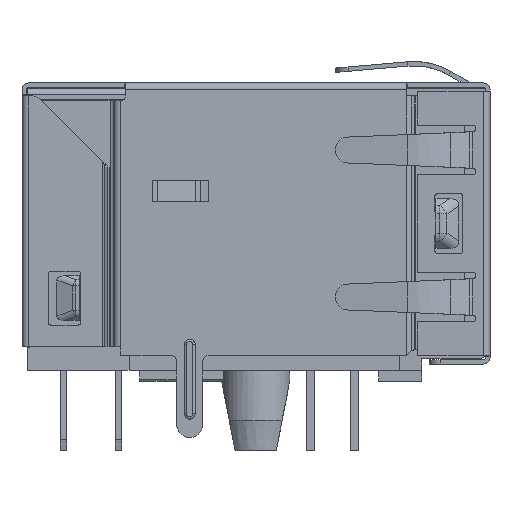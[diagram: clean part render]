
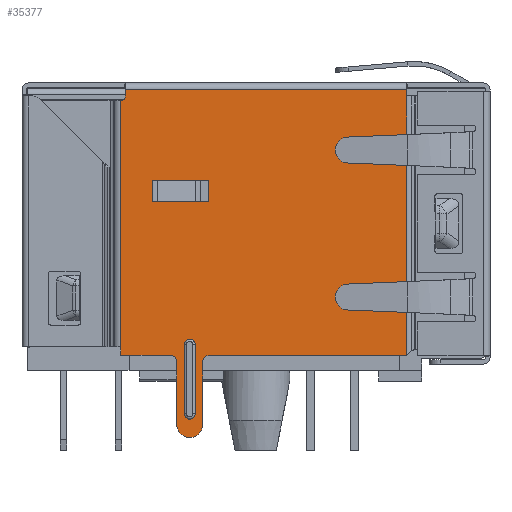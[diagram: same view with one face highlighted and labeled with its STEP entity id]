
A CAD part, left-side view. The second image highlights one B-rep face of the part: STEP entity #35377.
In plain terms, the highlighted planar face has unit normal (-1, 0, 0).
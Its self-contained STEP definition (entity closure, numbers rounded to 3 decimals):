
#41=FACE_BOUND('',#3951,.T.);
#42=FACE_BOUND('',#3952,.T.);
#293=PLANE('',#37574);
#2061=FACE_OUTER_BOUND('',#3950,.T.);
#3950=EDGE_LOOP('',(#25086,#25087,#25088,#25089,#25090,#25091,#25092,#25093,
#25094,#25095,#25096,#25097,#25098,#25099,#25100));
#3951=EDGE_LOOP('',(#25101,#25102,#25103,#25104));
#3952=EDGE_LOOP('',(#25105,#25106,#25107,#25108));
#5784=LINE('',#50097,#10132);
#6065=LINE('',#51292,#10413);
#6066=LINE('',#51296,#10414);
#6067=LINE('',#51304,#10415);
#6068=LINE('',#51306,#10416);
#6133=LINE('',#51617,#10481);
#6186=LINE('',#51752,#10534);
#6187=LINE('',#51754,#10535);
#6188=LINE('',#51757,#10536);
#6189=LINE('',#51759,#10537);
#6190=LINE('',#51762,#10538);
#6191=LINE('',#51764,#10539);
#6192=LINE('',#51766,#10540);
#6193=LINE('',#51768,#10541);
#6194=LINE('',#51771,#10542);
#6195=LINE('',#51773,#10543);
#6196=LINE('',#51774,#10544);
#10132=VECTOR('',#40384,1000.);
#10413=VECTOR('',#41071,1000.);
#10414=VECTOR('',#41076,1000.);
#10415=VECTOR('',#41087,1000.);
#10416=VECTOR('',#41090,1000.);
#10481=VECTOR('',#41279,1000.);
#10534=VECTOR('',#41410,1000.);
#10535=VECTOR('',#41411,1000.);
#10536=VECTOR('',#41414,1000.);
#10537=VECTOR('',#41415,1000.);
#10538=VECTOR('',#41418,1000.);
#10539=VECTOR('',#41419,1000.);
#10540=VECTOR('',#41420,1000.);
#10541=VECTOR('',#41421,1000.);
#10542=VECTOR('',#41424,1000.);
#10543=VECTOR('',#41425,1000.);
#10544=VECTOR('',#41426,1000.);
#14322=CIRCLE('',#36994,0.6);
#14325=CIRCLE('',#36998,0.25);
#14545=CIRCLE('',#37470,0.25);
#14580=CIRCLE('',#37575,0.3);
#14581=CIRCLE('',#37576,0.3);
#14582=CIRCLE('',#37577,0.15);
#15069=VERTEX_POINT('',#49279);
#15070=VERTEX_POINT('',#49281);
#15073=VERTEX_POINT('',#49288);
#15074=VERTEX_POINT('',#49290);
#15341=VERTEX_POINT('',#50094);
#15342=VERTEX_POINT('',#50096);
#15366=VERTEX_POINT('',#50172);
#15585=VERTEX_POINT('',#51290);
#15586=VERTEX_POINT('',#51294);
#15587=VERTEX_POINT('',#51298);
#15588=VERTEX_POINT('',#51300);
#15639=VERTEX_POINT('',#51610);
#15642=VERTEX_POINT('',#51615);
#15685=VERTEX_POINT('',#51751);
#15686=VERTEX_POINT('',#51753);
#15687=VERTEX_POINT('',#51755);
#15688=VERTEX_POINT('',#51758);
#15689=VERTEX_POINT('',#51760);
#15690=VERTEX_POINT('',#51763);
#15691=VERTEX_POINT('',#51765);
#15692=VERTEX_POINT('',#51767);
#15693=VERTEX_POINT('',#51770);
#15694=VERTEX_POINT('',#51772);
#18421=EDGE_CURVE('',#15070,#15069,#14322,.T.);
#18425=EDGE_CURVE('',#15073,#15074,#14325,.T.);
#18759=EDGE_CURVE('',#15342,#15341,#5784,.T.);
#19145=EDGE_CURVE('',#15585,#15341,#6065,.T.);
#19147=EDGE_CURVE('',#15586,#15366,#6066,.T.);
#19149=EDGE_CURVE('',#15587,#15588,#14545,.T.);
#19151=EDGE_CURVE('',#15588,#15073,#6067,.T.);
#19152=EDGE_CURVE('',#15074,#15587,#6068,.T.);
#19245=EDGE_CURVE('',#15642,#15639,#6133,.T.);
#19313=EDGE_CURVE('',#15685,#15585,#6186,.T.);
#19314=EDGE_CURVE('',#15686,#15685,#6187,.T.);
#19315=EDGE_CURVE('',#15686,#15687,#14580,.T.);
#19316=EDGE_CURVE('',#15687,#15070,#6188,.T.);
#19317=EDGE_CURVE('',#15069,#15688,#6189,.T.);
#19318=EDGE_CURVE('',#15688,#15689,#14581,.T.);
#19319=EDGE_CURVE('',#15586,#15689,#6190,.T.);
#19320=EDGE_CURVE('',#15690,#15366,#6191,.T.);
#19321=EDGE_CURVE('',#15691,#15690,#6192,.T.);
#19322=EDGE_CURVE('',#15692,#15691,#6193,.T.);
#19323=EDGE_CURVE('',#15692,#15342,#14582,.T.);
#19324=EDGE_CURVE('',#15693,#15642,#6194,.T.);
#19325=EDGE_CURVE('',#15694,#15693,#6195,.T.);
#19326=EDGE_CURVE('',#15694,#15639,#6196,.T.);
#25086=ORIENTED_EDGE('',*,*,#19313,.F.);
#25087=ORIENTED_EDGE('',*,*,#19314,.F.);
#25088=ORIENTED_EDGE('',*,*,#19315,.T.);
#25089=ORIENTED_EDGE('',*,*,#19316,.T.);
#25090=ORIENTED_EDGE('',*,*,#18421,.T.);
#25091=ORIENTED_EDGE('',*,*,#19317,.T.);
#25092=ORIENTED_EDGE('',*,*,#19318,.T.);
#25093=ORIENTED_EDGE('',*,*,#19319,.F.);
#25094=ORIENTED_EDGE('',*,*,#19147,.T.);
#25095=ORIENTED_EDGE('',*,*,#19320,.F.);
#25096=ORIENTED_EDGE('',*,*,#19321,.F.);
#25097=ORIENTED_EDGE('',*,*,#19322,.F.);
#25098=ORIENTED_EDGE('',*,*,#19323,.T.);
#25099=ORIENTED_EDGE('',*,*,#18759,.T.);
#25100=ORIENTED_EDGE('',*,*,#19145,.F.);
#25101=ORIENTED_EDGE('',*,*,#19324,.F.);
#25102=ORIENTED_EDGE('',*,*,#19325,.F.);
#25103=ORIENTED_EDGE('',*,*,#19326,.T.);
#25104=ORIENTED_EDGE('',*,*,#19245,.F.);
#25105=ORIENTED_EDGE('',*,*,#19152,.F.);
#25106=ORIENTED_EDGE('',*,*,#18425,.F.);
#25107=ORIENTED_EDGE('',*,*,#19151,.F.);
#25108=ORIENTED_EDGE('',*,*,#19149,.F.);
#35377=ADVANCED_FACE('',(#2061,#41,#42),#293,.T.);
#36994=AXIS2_PLACEMENT_3D('',#49282,#39688,#39689);
#36998=AXIS2_PLACEMENT_3D('',#49291,#39697,#39698);
#37470=AXIS2_PLACEMENT_3D('',#51301,#41081,#41082);
#37574=AXIS2_PLACEMENT_3D('',#51750,#41408,#41409);
#37575=AXIS2_PLACEMENT_3D('',#51756,#41412,#41413);
#37576=AXIS2_PLACEMENT_3D('',#51761,#41416,#41417);
#37577=AXIS2_PLACEMENT_3D('',#51769,#41422,#41423);
#39688=DIRECTION('center_axis',(-1.,0.,0.));
#39689=DIRECTION('ref_axis',(0.,0.,
-1.));
#39697=DIRECTION('center_axis',(-1.,0.,0.));
#39698=DIRECTION('ref_axis',(0.,0.,
1.));
#40384=DIRECTION('',(0.,1.,0.));
#41071=DIRECTION('',(0.,0.,1.));
#41076=DIRECTION('',(0.,0.,1.));
#41081=DIRECTION('center_axis',(-1.,0.,0.));
#41082=DIRECTION('ref_axis',(0.,0.,-1.));
#41087=DIRECTION('',(0.,0.,1.));
#41090=DIRECTION('',(0.,0.,-1.));
#41279=DIRECTION('',(0.,0.,-1.));
#41408=DIRECTION('center_axis',(-1.,0.,0.));
#41409=DIRECTION('ref_axis',(0.,0.,
1.));
#41410=DIRECTION('',(0.,0.,1.));
#41411=DIRECTION('',(0.,1.,0.));
#41412=DIRECTION('center_axis',(1.,0.,0.));
#41413=DIRECTION('ref_axis',(0.,0.,
-1.));
#41414=DIRECTION('',(0.,0.,-1.));
#41415=DIRECTION('',(0.,0.,1.));
#41416=DIRECTION('center_axis',(1.,0.,0.));
#41417=DIRECTION('ref_axis',(0.,0.,
-1.));
#41418=DIRECTION('',(0.,1.,0.));
#41419=DIRECTION('',(0.,0.,-1.));
#41420=DIRECTION('',(0.,-1.,0.));
#41421=DIRECTION('',(0.,0.,1.));
#41422=DIRECTION('center_axis',(1.,0.,0.));
#41423=DIRECTION('ref_axis',(0.,0.,
-1.));
#41424=DIRECTION('',(0.,1.,0.));
#41425=DIRECTION('',(0.,0.,1.));
#41426=DIRECTION('',(0.,1.,0.));
#49279=CARTESIAN_POINT('',(-7.875,2.45,-2.));
#49281=CARTESIAN_POINT('',(-7.875,3.65,-2.));
#49282=CARTESIAN_POINT('Origin',(-7.875,3.05,-2.));
#49288=CARTESIAN_POINT('',(-7.875,2.8,1.7));
#49290=CARTESIAN_POINT('',(-7.875,3.3,1.7));
#49291=CARTESIAN_POINT('Origin',(-7.875,3.05,1.7));
#50094=CARTESIAN_POINT('',(-7.875,6.24,13.));
#50096=CARTESIAN_POINT('',(-7.875,6.19,13.));
#50097=CARTESIAN_POINT('',(-7.875,6.04,13.));
#50172=CARTESIAN_POINT('',(-7.875,-6.99,13.2));
#51290=CARTESIAN_POINT('',(-7.875,6.24,1.6));
#51292=CARTESIAN_POINT('',(-7.875,6.24,-4.536));
#51294=CARTESIAN_POINT('',(-7.875,-6.99,1.2));
#51296=CARTESIAN_POINT('',(-7.875,-6.99,1.2));
#51298=CARTESIAN_POINT('',(-7.875,3.3,-1.5));
#51300=CARTESIAN_POINT('',(-7.875,2.8,-1.5));
#51301=CARTESIAN_POINT('Origin',(-7.875,3.05,-1.5));
#51304=CARTESIAN_POINT('',(-7.875,2.8,-1.5));
#51306=CARTESIAN_POINT('',(-7.875,3.3,1.7));
#51610=CARTESIAN_POINT('',(-7.875,4.783,8.3));
#51615=CARTESIAN_POINT('',(-7.875,4.783,9.3));
#51617=CARTESIAN_POINT('',(-7.875,4.783,8.8));
#51750=CARTESIAN_POINT('Origin',(-7.875,-30.554,-4.536));
#51751=CARTESIAN_POINT('',(-7.875,6.24,1.2));
#51752=CARTESIAN_POINT('',(-7.875,6.24,-4.536));
#51753=CARTESIAN_POINT('',(-7.875,3.95,1.2));
#51754=CARTESIAN_POINT('',(-7.875,6.04,1.2));
#51755=CARTESIAN_POINT('',(-7.875,3.65,0.9));
#51756=CARTESIAN_POINT('Origin',(-7.875,3.95,0.9));
#51757=CARTESIAN_POINT('',(-7.875,3.65,1.2));
#51758=CARTESIAN_POINT('',(-7.875,2.45,0.9));
#51759=CARTESIAN_POINT('',(-7.875,2.45,1.2));
#51760=CARTESIAN_POINT('',(-7.875,2.15,1.2));
#51761=CARTESIAN_POINT('Origin',(-7.875,2.15,0.9));
#51762=CARTESIAN_POINT('',(-7.875,6.04,1.2));
#51763=CARTESIAN_POINT('',(-7.875,-6.99,13.5));
#51764=CARTESIAN_POINT('',(-7.875,-6.99,-4.536));
#51765=CARTESIAN_POINT('',(-7.875,6.04,13.5));
#51766=CARTESIAN_POINT('',(-7.875,-30.554,13.5));
#51767=CARTESIAN_POINT('',(-7.875,6.04,13.15));
#51768=CARTESIAN_POINT('',(-7.875,6.04,-4.536));
#51769=CARTESIAN_POINT('Origin',(-7.875,6.19,13.15));
#51770=CARTESIAN_POINT('',(-7.875,2.16,9.3));
#51771=CARTESIAN_POINT('',(-7.875,2.16,9.3));
#51772=CARTESIAN_POINT('',(-7.875,2.16,8.3));
#51773=CARTESIAN_POINT('',(-7.875,2.16,8.3));
#51774=CARTESIAN_POINT('',(-7.875,2.16,8.3));
